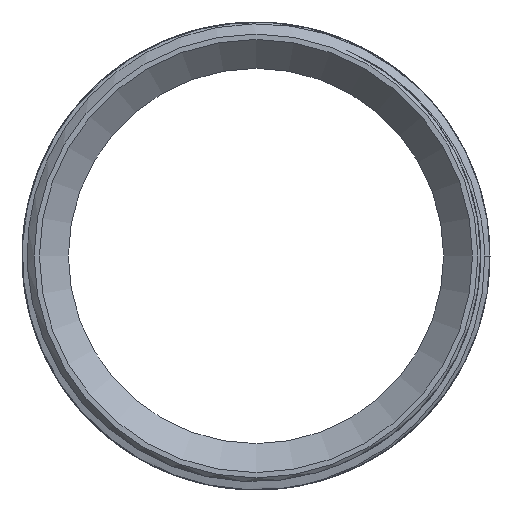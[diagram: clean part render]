
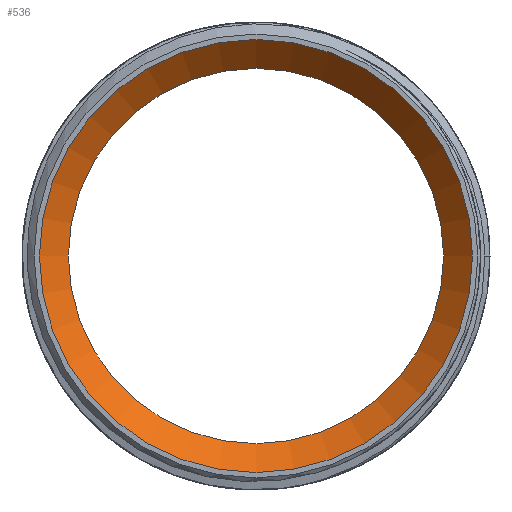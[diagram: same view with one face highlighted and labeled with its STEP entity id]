
A CAD part, left-side view. The second image highlights one B-rep face of the part: STEP entity #536.
In plain terms, the highlighted conical face has half-angle 45 degrees and reference radius 39.256 mm.
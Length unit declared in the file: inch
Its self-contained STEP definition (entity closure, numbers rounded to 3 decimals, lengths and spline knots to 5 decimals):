
#32=CONICAL_SURFACE('',#604,1.5455,0.785);
#62=FACE_OUTER_BOUND('',#95,.T.);
#95=EDGE_LOOP('',(#475,#476,#477,#478));
#110=CIRCLE('',#587,1.435);
#120=CIRCLE('',#605,1.656);
#178=LINE('',#4638,#195);
#195=VECTOR('',#713,1.5455);
#234=VERTEX_POINT('',#1480);
#249=VERTEX_POINT('',#4637);
#301=EDGE_CURVE('',#234,#234,#110,.T.);
#328=EDGE_CURVE('',#234,#249,#178,.T.);
#329=EDGE_CURVE('',#249,#249,#120,.T.);
#475=ORIENTED_EDGE('',*,*,#301,.T.);
#476=ORIENTED_EDGE('',*,*,#328,.T.);
#477=ORIENTED_EDGE('',*,*,#329,.F.);
#478=ORIENTED_EDGE('',*,*,#328,.F.);
#536=ADVANCED_FACE('',(#62),#32,.F.);
#587=AXIS2_PLACEMENT_3D('',#1482,#676,#677);
#604=AXIS2_PLACEMENT_3D('',#4636,#711,#712);
#605=AXIS2_PLACEMENT_3D('',#4639,#714,#715);
#676=DIRECTION('center_axis',(1.,0.,0.));
#677=DIRECTION('ref_axis',(0.,0.,-1.));
#711=DIRECTION('center_axis',(-1.,0.,0.));
#712=DIRECTION('ref_axis',(0.,1.,0.));
#713=DIRECTION('',(-0.707,-0.707,0.));
#714=DIRECTION('center_axis',(1.,0.,0.));
#715=DIRECTION('ref_axis',(0.,0.,-1.));
#1480=CARTESIAN_POINT('',(0.221,-1.435,0.));
#1482=CARTESIAN_POINT('Origin',(0.221,0.,0.));
#4636=CARTESIAN_POINT('Origin',(0.1105,0.,0.));
#4637=CARTESIAN_POINT('',(0.,-1.656,0.));
#4638=CARTESIAN_POINT('',(0.1105,-1.5455,0.));
#4639=CARTESIAN_POINT('Origin',(0.,0.,0.));
